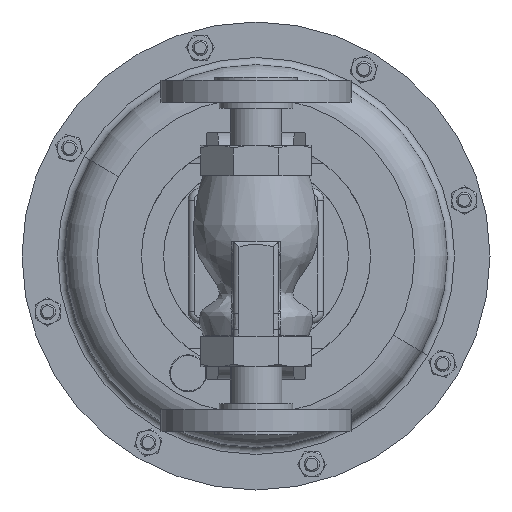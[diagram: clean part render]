
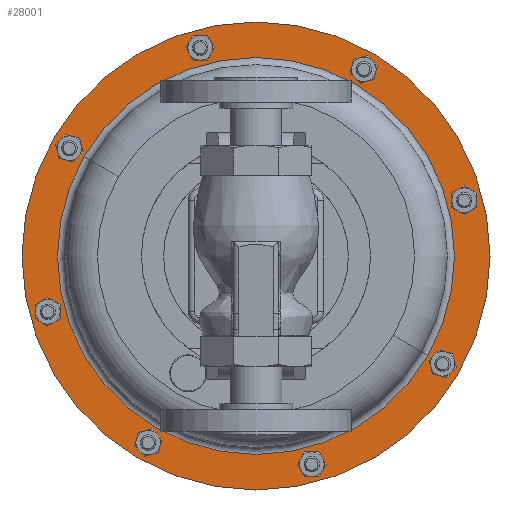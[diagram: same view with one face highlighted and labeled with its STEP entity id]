
A CAD part, front view. The second image highlights one B-rep face of the part: STEP entity #28001.
In plain terms, the highlighted planar face has unit normal (0, -1, 0).
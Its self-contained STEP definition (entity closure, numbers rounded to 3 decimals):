
#631 = CARTESIAN_POINT ( 'NONE',  ( -3.489, 8.835, -0.235 ) ) ;
#2772 = CIRCLE ( 'NONE', #25547, 4.029 ) ;
#3534 = DIRECTION ( 'NONE',  ( 0., 1., 0. ) ) ;
#4153 = EDGE_CURVE ( 'NONE', #22339, #8786, #7836, .T. ) ;
#5881 = CIRCLE ( 'NONE', #18267, 4.029 ) ;
#6675 = EDGE_LOOP ( 'NONE', ( #8650, #33847 ) ) ;
#7428 = AXIS2_PLACEMENT_3D ( 'NONE', #18493, #23922, #7642 ) ;
#7642 = DIRECTION ( 'NONE',  ( -0.866, 0., 0.5 ) ) ;
#7836 = CIRCLE ( 'NONE', #33588, 4.75 ) ;
#8650 = ORIENTED_EDGE ( 'NONE', *, *, #24270, .F. ) ;
#8786 = VERTEX_POINT ( 'NONE', #19828 ) ;
#9655 = CARTESIAN_POINT ( 'NONE',  ( 0., 8.835, -2.25 ) ) ;
#11385 = ORIENTED_EDGE ( 'NONE', *, *, #14927, .T. ) ;
#12393 = DIRECTION ( 'NONE',  ( 0.866, 0., -0.5 ) ) ;
#13863 = CARTESIAN_POINT ( 'NONE',  ( 0., 8.835, -2.25 ) ) ;
#14927 = EDGE_CURVE ( 'NONE', #35241, #34389, #2772, .T. ) ;
#14941 = CARTESIAN_POINT ( 'NONE',  ( -4.114, 8.835, 0.125 ) ) ;
#15719 = CIRCLE ( 'NONE', #31199, 4.75 ) ;
#15846 = CARTESIAN_POINT ( 'NONE',  ( 3.489, 8.835, -4.265 ) ) ;
#16057 = DIRECTION ( 'NONE',  ( 0., 1., 0. ) ) ;
#16609 = DIRECTION ( 'NONE',  ( 0.866, 0., -0.5 ) ) ;
#18147 = FACE_BOUND ( 'NONE', #20170, .T. ) ;
#18267 = AXIS2_PLACEMENT_3D ( 'NONE', #9655, #28672, #12393 ) ;
#18493 = CARTESIAN_POINT ( 'NONE',  ( -2.375, 8.835, -6.364 ) ) ;
#19828 = CARTESIAN_POINT ( 'NONE',  ( 4.114, 8.835, -4.625 ) ) ;
#19852 = CARTESIAN_POINT ( 'NONE',  ( 0., 8.835, -2.25 ) ) ;
#20170 = EDGE_LOOP ( 'NONE', ( #11385, #28715 ) ) ;
#22339 = VERTEX_POINT ( 'NONE', #14941 ) ;
#22558 = DIRECTION ( 'NONE',  ( 0.866, 0., -0.5 ) ) ;
#23922 = DIRECTION ( 'NONE',  ( 0., -1., 0. ) ) ;
#24270 = EDGE_CURVE ( 'NONE', #8786, #22339, #15719, .T. ) ;
#25448 = EDGE_CURVE ( 'NONE', #34389, #35241, #5881, .T. ) ;
#25547 = AXIS2_PLACEMENT_3D ( 'NONE', #13863, #32872, #16609 ) ;
#28001 = ADVANCED_FACE ( 'NONE', ( #18147, #32594 ), #29286, .T. ) ;
#28672 = DIRECTION ( 'NONE',  ( 0., 1., 0. ) ) ;
#28715 = ORIENTED_EDGE ( 'NONE', *, *, #25448, .T. ) ;
#29286 = PLANE ( 'NONE',  #7428 ) ;
#31199 = AXIS2_PLACEMENT_3D ( 'NONE', #32326, #16057, #35072 ) ;
#32326 = CARTESIAN_POINT ( 'NONE',  ( 0., 8.835, -2.25 ) ) ;
#32594 = FACE_OUTER_BOUND ( 'NONE', #6675, .T. ) ;
#32872 = DIRECTION ( 'NONE',  ( 0., 1., 0. ) ) ;
#33588 = AXIS2_PLACEMENT_3D ( 'NONE', #19852, #3534, #22558 ) ;
#33847 = ORIENTED_EDGE ( 'NONE', *, *, #4153, .F. ) ;
#34389 = VERTEX_POINT ( 'NONE', #631 ) ;
#35072 = DIRECTION ( 'NONE',  ( 0.866, 0., -0.5 ) ) ;
#35241 = VERTEX_POINT ( 'NONE', #15846 ) ;
